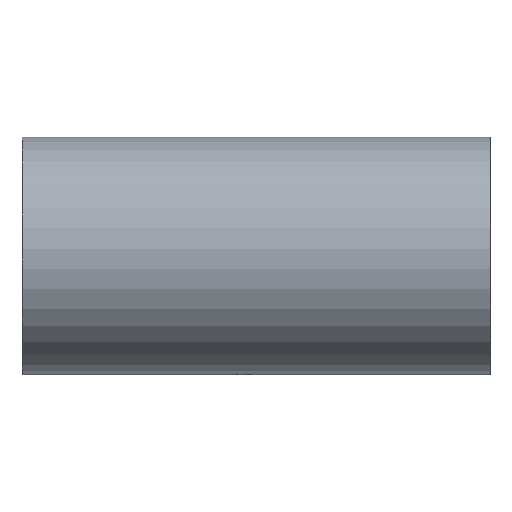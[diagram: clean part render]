
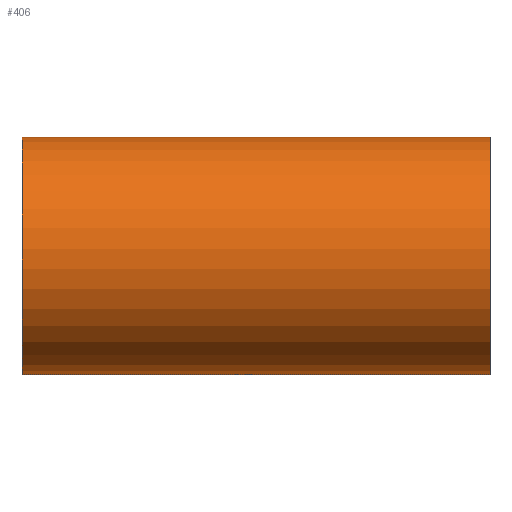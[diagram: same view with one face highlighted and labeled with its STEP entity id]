
A CAD part, left-side view. The second image highlights one B-rep face of the part: STEP entity #406.
In plain terms, the highlighted cylindrical face has radius 16.5 mm (diameter 33 mm), a partial arc.
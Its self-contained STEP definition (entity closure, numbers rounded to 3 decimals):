
#17=CYLINDRICAL_SURFACE('',#439,16.5);
#27=FACE_OUTER_BOUND('',#49,.T.);
#49=EDGE_LOOP('',(#292,#293,#294,#295));
#78=CIRCLE('',#438,16.5);
#79=CIRCLE('',#440,16.5);
#99=LINE('',#637,#141);
#100=LINE('',#639,#142);
#141=VECTOR('',#504,65.);
#142=VECTOR('',#505,65.);
#172=VERTEX_POINT('',#595);
#191=VERTEX_POINT('',#632);
#192=VERTEX_POINT('',#636);
#193=VERTEX_POINT('',#638);
#231=EDGE_CURVE('',#191,#172,#78,.T.);
#232=EDGE_CURVE('',#172,#192,#99,.T.);
#233=EDGE_CURVE('',#191,#193,#100,.T.);
#234=EDGE_CURVE('',#192,#193,#79,.T.);
#292=ORIENTED_EDGE('',*,*,#232,.F.);
#293=ORIENTED_EDGE('',*,*,#231,.F.);
#294=ORIENTED_EDGE('',*,*,#233,.T.);
#295=ORIENTED_EDGE('',*,*,#234,.F.);
#406=ADVANCED_FACE('',(#27),#17,.T.);
#438=AXIS2_PLACEMENT_3D('',#634,#500,#501);
#439=AXIS2_PLACEMENT_3D('',#635,#502,#503);
#440=AXIS2_PLACEMENT_3D('',#640,#506,#507);
#500=DIRECTION('center_axis',(0.,-1.,0.));
#501=DIRECTION('ref_axis',(0.795,0.,0.606));
#502=DIRECTION('center_axis',(0.,1.,0.));
#503=DIRECTION('ref_axis',(-0.989,0.,0.148));
#504=DIRECTION('',(0.,1.,0.));
#505=DIRECTION('',(0.,1.,0.));
#506=DIRECTION('center_axis',(0.,1.,0.));
#507=DIRECTION('ref_axis',(0.583,0.,-0.813));
#595=CARTESIAN_POINT('',(9.611,-32.5,-13.412));
#632=CARTESIAN_POINT('',(13.12,-32.5,10.006));
#634=CARTESIAN_POINT('Origin',(0.,-32.5,0.));
#635=CARTESIAN_POINT('Origin',(0.,-32.5,0.));
#636=CARTESIAN_POINT('',(9.611,32.5,-13.412));
#637=CARTESIAN_POINT('',(9.611,-32.5,-13.412));
#638=CARTESIAN_POINT('',(13.12,32.5,10.006));
#639=CARTESIAN_POINT('',(13.12,-32.5,10.006));
#640=CARTESIAN_POINT('Origin',(0.,32.5,0.));
